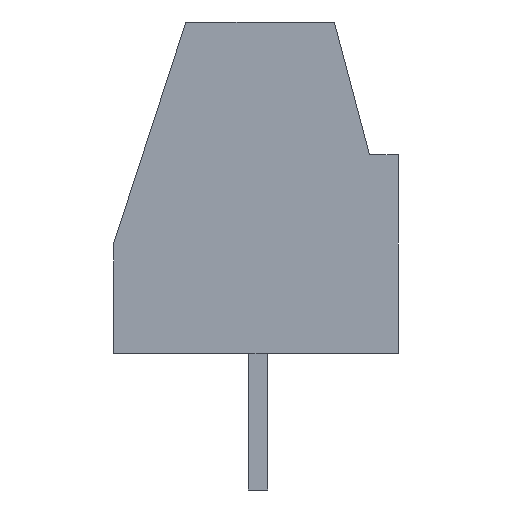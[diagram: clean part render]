
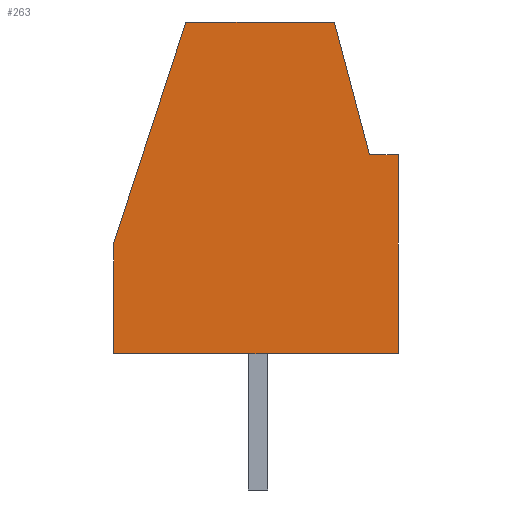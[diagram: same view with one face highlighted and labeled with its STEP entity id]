
A CAD part, left-side view. The second image highlights one B-rep face of the part: STEP entity #263.
In plain terms, the highlighted planar face has unit normal (-1, 0, 0).
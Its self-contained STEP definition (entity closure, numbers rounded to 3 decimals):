
#13=DIRECTION('',(0.,0.,1.));
#21=EDGE_CURVE('',#22,#24,#26,.T.);
#22=VERTEX_POINT('',#23);
#23=CARTESIAN_POINT('',(-1.905,-3.6,0.));
#24=VERTEX_POINT('',#25);
#25=CARTESIAN_POINT('',(-1.905,3.7,0.));
#26=LINE('',#23,#27);
#27=VECTOR('',#28,1.);
#28=DIRECTION('',(0.,1.,0.));
#35=DIRECTION('',(1.,0.,0.));
#169=VECTOR('',#170,1.);
#170=DIRECTION('',(0.,-1.,0.));
#263=ADVANCED_FACE('',(#264),#304,.F.);
#264=FACE_BOUND('',#265,.F.);
#265=EDGE_LOOP('',(#266,#273,#279,#280,#286,#293,#299));
#266=ORIENTED_EDGE('',*,*,#267,.T.);
#267=EDGE_CURVE('',#268,#270,#272,.T.);
#268=VERTEX_POINT('',#269);
#269=CARTESIAN_POINT('',(-1.905,-2.86,5.1));
#270=VERTEX_POINT('',#271);
#271=CARTESIAN_POINT('',(-1.905,-3.6,5.1));
#272=LINE('',#269,#169);
#273=ORIENTED_EDGE('',*,*,#274,.T.);
#274=EDGE_CURVE('',#270,#22,#275,.T.);
#275=LINE('',#276,#277);
#276=CARTESIAN_POINT('',(-1.905,-3.6,8.5));
#277=VECTOR('',#278,1.);
#278=DIRECTION('',(0.,0.,-1.));
#279=ORIENTED_EDGE('',*,*,#21,.T.);
#280=ORIENTED_EDGE('',*,*,#281,.T.);
#281=EDGE_CURVE('',#24,#282,#284,.T.);
#282=VERTEX_POINT('',#283);
#283=CARTESIAN_POINT('',(-1.905,3.7,2.81));
#284=LINE('',#25,#285);
#285=VECTOR('',#13,1.);
#286=ORIENTED_EDGE('',*,*,#287,.F.);
#287=EDGE_CURVE('',#288,#282,#290,.T.);
#288=VERTEX_POINT('',#289);
#289=CARTESIAN_POINT('',(-1.905,1.85,8.5));
#290=LINE('',#289,#291);
#291=VECTOR('',#292,1.);
#292=DIRECTION('',(0.,0.309,-0.951));
#293=ORIENTED_EDGE('',*,*,#294,.T.);
#294=EDGE_CURVE('',#288,#295,#297,.T.);
#295=VERTEX_POINT('',#296);
#296=CARTESIAN_POINT('',(-1.905,-1.96,8.5));
#297=LINE('',#298,#169);
#298=CARTESIAN_POINT('',(-1.905,3.7,8.5));
#299=ORIENTED_EDGE('',*,*,#300,.T.);
#300=EDGE_CURVE('',#295,#268,#301,.T.);
#301=LINE('',#296,#302);
#302=VECTOR('',#303,1.);
#303=DIRECTION('',(0.,-0.256,-0.967));
#304=PLANE('',#305);
#305=AXIS2_PLACEMENT_3D('',#306,#35,#307);
#306=CARTESIAN_POINT('',(-1.905,0.05,4.25));
#307=DIRECTION('',(-0.,0.,1.));
